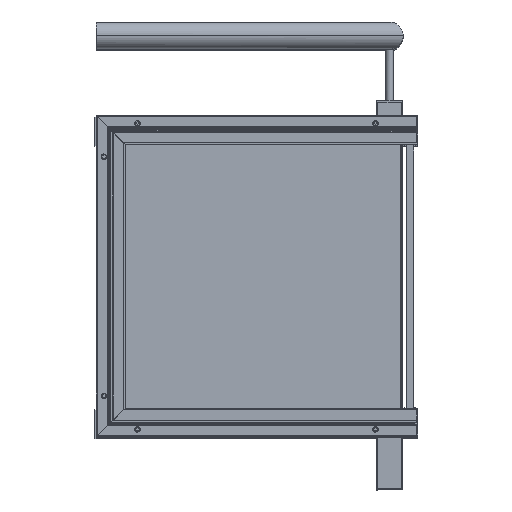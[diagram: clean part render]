
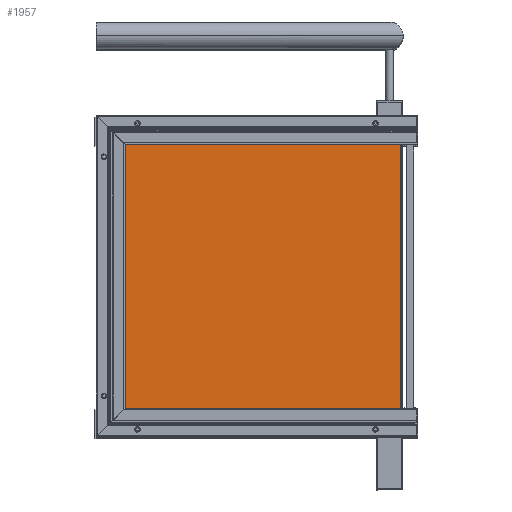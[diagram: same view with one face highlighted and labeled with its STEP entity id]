
A CAD part, top view. The second image highlights one B-rep face of the part: STEP entity #1957.
In plain terms, the highlighted face is planar.
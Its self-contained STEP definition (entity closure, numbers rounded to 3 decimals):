
#1957 = ADVANCED_FACE ( 'NONE', ( #6784 ), #31099, .F. ) ;
#2872 = CARTESIAN_POINT ( 'NONE',  ( 5.38, -219.5, -220. ) ) ;
#4022 = DIRECTION ( 'NONE',  ( 0., 1., 0. ) ) ;
#4607 = EDGE_LOOP ( 'NONE', ( #18393, #6620, #16669, #8079 ) ) ;
#4631 = LINE ( 'NONE', #29331, #22280 ) ;
#5348 = EDGE_CURVE ( 'NONE', #23934, #14019, #4631, .T. ) ;
#5393 = CARTESIAN_POINT ( 'NONE',  ( 5.38, -219.5, 220. ) ) ;
#5591 = DIRECTION ( 'NONE',  ( 0., 0., -1. ) ) ;
#6620 = ORIENTED_EDGE ( 'NONE', *, *, #19795, .T. ) ;
#6784 = FACE_OUTER_BOUND ( 'NONE', #4607, .T. ) ;
#7369 = DIRECTION ( 'NONE',  ( -1., 0., 0. ) ) ;
#8079 = ORIENTED_EDGE ( 'NONE', *, *, #28974, .T. ) ;
#11409 = VECTOR ( 'NONE', #13013, 1000. ) ;
#12608 = CARTESIAN_POINT ( 'NONE',  ( 5.38, -219.5, 220. ) ) ;
#13013 = DIRECTION ( 'NONE',  ( 0., 0., 1. ) ) ;
#14019 = VERTEX_POINT ( 'NONE', #34349 ) ;
#14175 = DIRECTION ( 'NONE',  ( 0., 1., 0. ) ) ;
#14188 = AXIS2_PLACEMENT_3D ( 'NONE', #15940, #7369, #31285 ) ;
#15940 = CARTESIAN_POINT ( 'NONE',  ( 5.38, -220., 220. ) ) ;
#16669 = ORIENTED_EDGE ( 'NONE', *, *, #26213, .T. ) ;
#18393 = ORIENTED_EDGE ( 'NONE', *, *, #5348, .F. ) ;
#19178 = LINE ( 'NONE', #31329, #39247 ) ;
#19406 = VECTOR ( 'NONE', #5591, 1000. ) ;
#19795 = EDGE_CURVE ( 'NONE', #23934, #22255, #21137, .T. ) ;
#21137 = LINE ( 'NONE', #5393, #19406 ) ;
#22255 = VERTEX_POINT ( 'NONE', #2872 ) ;
#22280 = VECTOR ( 'NONE', #14175, 1000. ) ;
#23224 = VERTEX_POINT ( 'NONE', #35381 ) ;
#23934 = VERTEX_POINT ( 'NONE', #12608 ) ;
#24586 = CARTESIAN_POINT ( 'NONE',  ( 5.38, 219.5, 220. ) ) ;
#25365 = LINE ( 'NONE', #24586, #11409 ) ;
#26213 = EDGE_CURVE ( 'NONE', #22255, #23224, #19178, .T. ) ;
#28974 = EDGE_CURVE ( 'NONE', #23224, #14019, #25365, .T. ) ;
#29331 = CARTESIAN_POINT ( 'NONE',  ( 5.38, -220., 220. ) ) ;
#31099 = PLANE ( 'NONE',  #14188 ) ;
#31285 = DIRECTION ( 'NONE',  ( 0., 0., 1. ) ) ;
#31329 = CARTESIAN_POINT ( 'NONE',  ( 5.38, -220., -220. ) ) ;
#34349 = CARTESIAN_POINT ( 'NONE',  ( 5.38, 219.5, 220. ) ) ;
#35381 = CARTESIAN_POINT ( 'NONE',  ( 5.38, 219.5, -220. ) ) ;
#39247 = VECTOR ( 'NONE', #4022, 1000. ) ;
